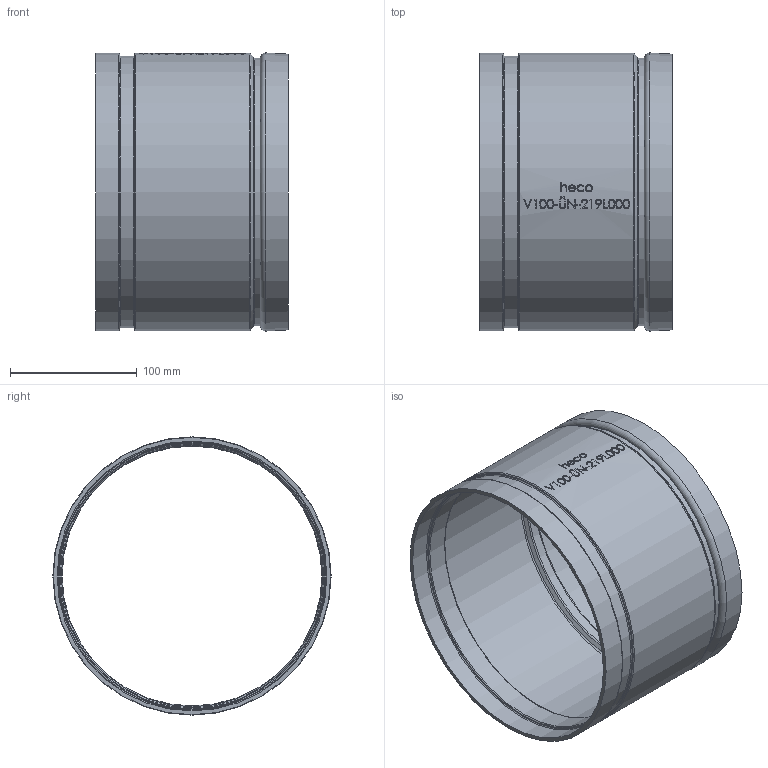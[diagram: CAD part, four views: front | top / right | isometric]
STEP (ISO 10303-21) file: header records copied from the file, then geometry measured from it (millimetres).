
FILE_DESCRIPTION (( 'STEP AP214' ), '1' );
FILE_NAME ('V100-ÜN-219L000-x Typ494W DN200 800 Ø219,1 1812.STEP', '2018-12-20T13:48:24', ( '' ), ( '' ), 'SwSTEP 2.0', 'SolidWorks 2016', '' );
FILE_SCHEMA (( 'AUTOMOTIVE_DESIGN' ));
Length unit declared in the file: inch
Products named in the file (1): V100-ÜN-219L000-x Typ494W DN200 800 Ø219,1 1812
Bounding box: 152.4 x 219.73 x 219.73 mm (x, y, z)
Volume: 328442 mm3; surface area: 220657.8 mm2
Topology: 1 solids, 1 shells, 245 faces, 610 edges, 402 vertices
Faces by surface type: bspline 110, plane 79, cylinder 37, torus 15, cone 4
Full cylindrical faces by diameter (mm): 205.207 x1, 208.407 x1, 211.201 x1, 213.081 x2, 214.401 x1, 219.075 x2
Entity records: 15676 total; most frequent: CARTESIAN_POINT 8044, ORIENTED_EDGE 1156, DIRECTION 683, EDGE_CURVE 578, VERTEX_POINT 397, EDGE_LOOP 309, FACE_OUTER_BOUND 268, B_SPLINE_CURVE_WITH_KNOTS 252
